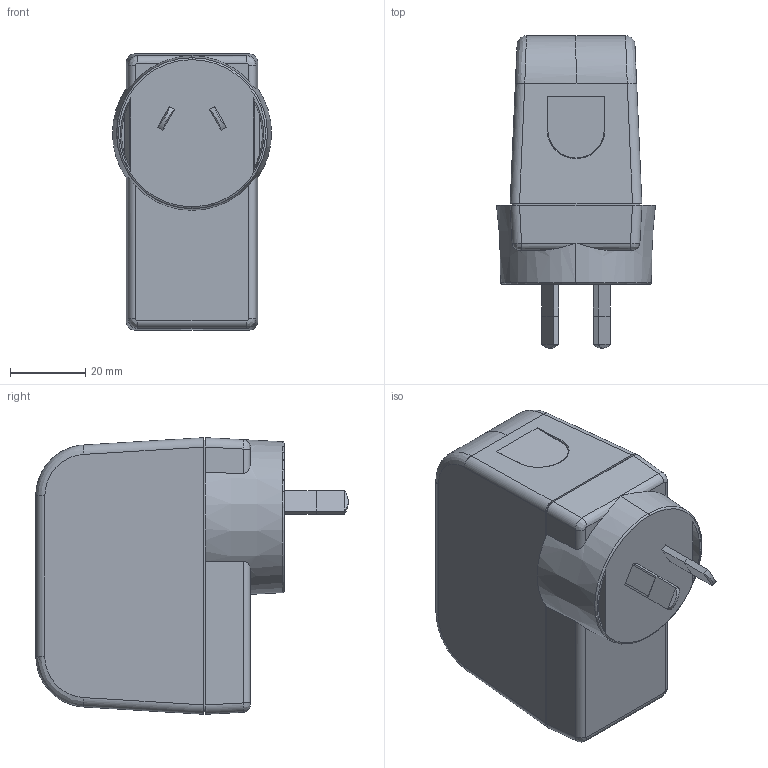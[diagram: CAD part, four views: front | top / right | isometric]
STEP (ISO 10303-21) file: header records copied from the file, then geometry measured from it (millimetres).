
FILE_DESCRIPTION((''),'2;1');
FILE_NAME('GT-86240-WWVV-X_X-W2A_ASM','2022-10-08T14:45:16',('jirenqiang'),(''),'CREO PARAMETRIC BY PTC INC, 2018050','CREO PARAMETRIC BY PTC INC, 2018050','');
FILE_SCHEMA(('CONFIG_CONTROL_DESIGN'));
Length unit declared in the file: millimetre
Products named in the file (6): BOT; AU_PIN_1; AU_PIN_COVER_3; AU_PIN_ASM_ASM; TOP; GT-86240-WWVV-X_X-W2A_ASM
Assembly tree (6 placements, depth 3):
  GT-86240-WWVV-X_X-W2A_ASM
    BOT
    AU_PIN_ASM_ASM  x2
      AU_PIN_1
      AU_PIN_COVER_3
    TOP
Bounding box: 42.25 x 83 x 73.5 mm (x, y, z)
Volume: 36195.9 mm3; surface area: 37118.1 mm2
Topology: 6 solids, 6 shells, 512 faces, 1442 edges, 957 vertices
Faces by surface type: plane 405, cylinder 62, bspline 20, extrusion 12, cone 7, torus 6
Entity records: 17652 total; most frequent: CARTESIAN_POINT 5563, ORIENTED_EDGE 2660, DIRECTION 2189, EDGE_CURVE 1330, VECTOR 1107, LINE 1095, VERTEX_POINT 883, AXIS2_PLACEMENT_3D 541
